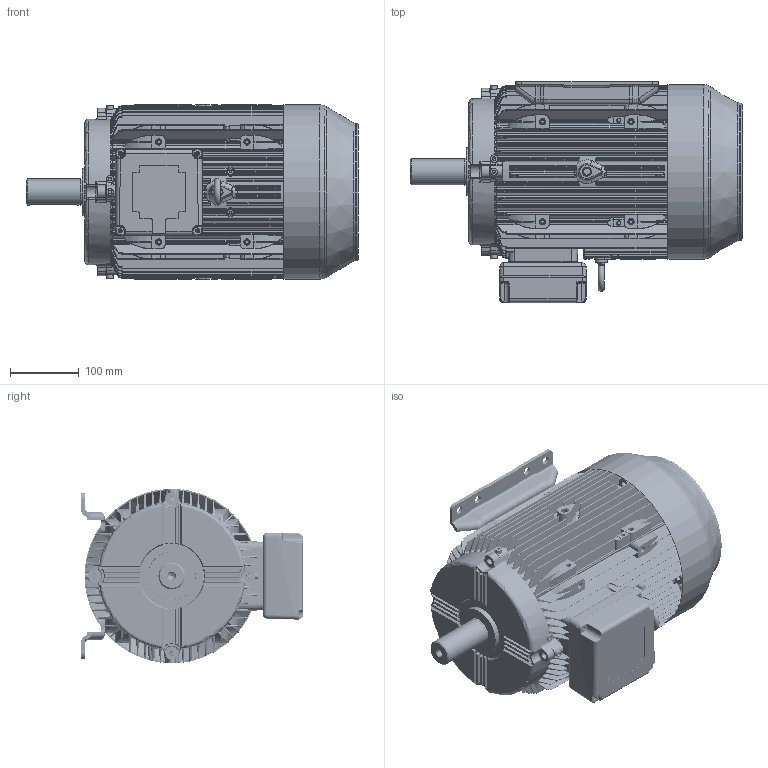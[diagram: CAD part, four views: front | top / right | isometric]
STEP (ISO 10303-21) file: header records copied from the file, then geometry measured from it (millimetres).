
FILE_DESCRIPTION( ( 'Unknown' ), '1' );
FILE_NAME( 'WP-DA132SX B3.stp', 'Unknown', ( 'Unknown' ), ( 'Unknown' ), 'PSStep 17.0.49', 'Unknown', ' ' );
FILE_SCHEMA( ( 'AUTOMOTIVE_DESIGN { 1 0 10303 214 1 1 1 1 }' ) );
Length unit declared in the file: millimetre
Products named in the file (1): 1
Bounding box: 484.5 x 323.15 x 254.8 mm (x, y, z)
Volume: 3059741 mm3; surface area: 1519318.4 mm2
Topology: 1 solids, 6 shells, 4763 faces, 12210 edges, 7334 vertices
Faces by surface type: cylinder 1531, bspline 1244, plane 1042, cone 432, torus 288, sphere 226
Full cylindrical faces by diameter (mm): 3.17 x4, 4 x4, 4.5 x4, 5 x8, 5.5 x5, 5.8 x4, 6.2 x11, 6.5 x2, 7 x4, 8.2 x8, 8.35 x8, 9.3 x4, 10 x8, 10.106 x2, 10.25 x2, 11 x8, 11.9 x8, 17 x1, 38 x1, 39 x1, 39.5 x1, 40 x1, 52 x1, 70 x1, 80.005 x1, 80.075 x1, 200 x1, 202.984 x1, 209 x3, 251 x1
Entity records: 329214 total; most frequent: CARTESIAN_POINT 187821, ORIENTED_EDGE 23270, DIRECTION 19525, EDGE_CURVE 11635, AXIS2_PLACEMENT_3D 8130, VERTEX_POINT 7149, EDGE_LOOP 5172, FACE_OUTER_BOUND 4877
